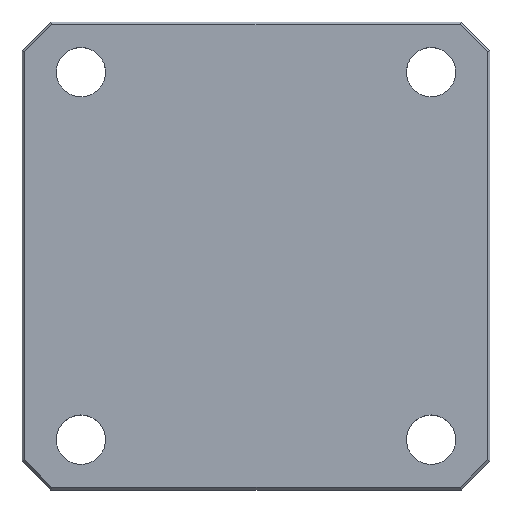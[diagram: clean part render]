
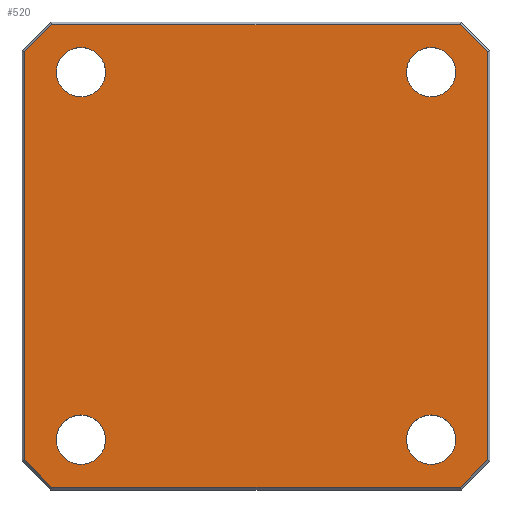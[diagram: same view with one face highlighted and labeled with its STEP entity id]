
A CAD part, top view. The second image highlights one B-rep face of the part: STEP entity #520.
In plain terms, the highlighted planar face has unit normal (0, 0, 1).
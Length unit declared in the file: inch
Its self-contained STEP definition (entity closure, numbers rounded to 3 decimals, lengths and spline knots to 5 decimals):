
#5 = ORIENTED_EDGE ( 'NONE', *, *, #505, .T. ) ;
#11 = FACE_OUTER_BOUND ( 'NONE', #271, .T. ) ;
#29 = DIRECTION ( 'NONE',  ( 0., 0., 1. ) ) ;
#30 = CIRCLE ( 'NONE', #168, 0.08594 ) ;
#33 = EDGE_CURVE ( 'NONE', #55, #303, #655, .T. ) ;
#36 = DIRECTION ( 'NONE',  ( 1., 0., 0. ) ) ;
#39 = ORIENTED_EDGE ( 'NONE', *, *, #33, .F. ) ;
#41 = CARTESIAN_POINT ( 'NONE',  ( 0.805, 0.715, 0.25 ) ) ;
#43 = CARTESIAN_POINT ( 'NONE',  ( 0.61, 0.64, 0.25 ) ) ;
#44 = DIRECTION ( 'NONE',  ( 0., 1., 0. ) ) ;
#53 = DIRECTION ( 'NONE',  ( 0., 0., 1. ) ) ;
#55 = VERTEX_POINT ( 'NONE', #964 ) ;
#60 = CARTESIAN_POINT ( 'NONE',  ( 0.69594, -0.64, 0.25 ) ) ;
#62 = DIRECTION ( 'NONE',  ( 0., 0., 1. ) ) ;
#63 = FACE_BOUND ( 'NONE', #563, .T. ) ;
#64 = EDGE_CURVE ( 'NONE', #770, #332, #942, .T. ) ;
#71 = CARTESIAN_POINT ( 'NONE',  ( -0.805, -0.715, 0.25 ) ) ;
#72 = EDGE_CURVE ( 'NONE', #399, #235, #524, .T. ) ;
#84 = CARTESIAN_POINT ( 'NONE',  ( -0.52406, 0.64, 0.25 ) ) ;
#100 = EDGE_CURVE ( 'NONE', #969, #395, #756, .T. ) ;
#114 = ORIENTED_EDGE ( 'NONE', *, *, #310, .T. ) ;
#115 = EDGE_CURVE ( 'NONE', #453, #443, #166, .T. ) ;
#127 = ORIENTED_EDGE ( 'NONE', *, *, #998, .T. ) ;
#136 = DIRECTION ( 'NONE',  ( 1., 0., 0. ) ) ;
#147 = CIRCLE ( 'NONE', #228, 0.08594 ) ;
#148 = VERTEX_POINT ( 'NONE', #841 ) ;
#154 = EDGE_CURVE ( 'NONE', #148, #762, #214, .T. ) ;
#163 = CARTESIAN_POINT ( 'NONE',  ( -0.69594, 0.64, 0.25 ) ) ;
#166 = LINE ( 'NONE', #978, #734 ) ;
#167 = CARTESIAN_POINT ( 'NONE',  ( -0.715, 0.805, 0.25 ) ) ;
#168 = AXIS2_PLACEMENT_3D ( 'NONE', #674, #512, #845 ) ;
#174 = DIRECTION ( 'NONE',  ( 1., 0., 0. ) ) ;
#175 = EDGE_CURVE ( 'NONE', #395, #969, #30, .T. ) ;
#182 = LINE ( 'NONE', #71, #283 ) ;
#198 = AXIS2_PLACEMENT_3D ( 'NONE', #370, #914, #199 ) ;
#199 = DIRECTION ( 'NONE',  ( 1., 0., 0. ) ) ;
#209 = VERTEX_POINT ( 'NONE', #593 ) ;
#214 = CIRCLE ( 'NONE', #518, 0.08594 ) ;
#228 = AXIS2_PLACEMENT_3D ( 'NONE', #789, #62, #549 ) ;
#229 = CARTESIAN_POINT ( 'NONE',  ( -0.71086, -0.805, 0.25 ) ) ;
#235 = VERTEX_POINT ( 'NONE', #994 ) ;
#251 = DIRECTION ( 'NONE',  ( 1., 0., 0. ) ) ;
#252 = DIRECTION ( 'NONE',  ( 0., 0., 1. ) ) ;
#271 = EDGE_LOOP ( 'NONE', ( #659, #114, #619, #807, #5, #736, #127, #570 ) ) ;
#283 = VECTOR ( 'NONE', #952, 39.37008 ) ;
#303 = VERTEX_POINT ( 'NONE', #60 ) ;
#306 = ORIENTED_EDGE ( 'NONE', *, *, #827, .F. ) ;
#310 = EDGE_CURVE ( 'NONE', #359, #209, #426, .T. ) ;
#323 = CARTESIAN_POINT ( 'NONE',  ( 0., 0., 0.25 ) ) ;
#331 = VERTEX_POINT ( 'NONE', #229 ) ;
#332 = VERTEX_POINT ( 'NONE', #376 ) ;
#339 = DIRECTION ( 'NONE',  ( -1., 0., 0. ) ) ;
#340 = DIRECTION ( 'NONE',  ( 1., 0., 0. ) ) ;
#345 = DIRECTION ( 'NONE',  ( 0., 0., 1. ) ) ;
#359 = VERTEX_POINT ( 'NONE', #1022 ) ;
#367 = CARTESIAN_POINT ( 'NONE',  ( -0.75793, -0.75793, 0.25 ) ) ;
#370 = CARTESIAN_POINT ( 'NONE',  ( -0.61, 0.64, 0.25 ) ) ;
#375 = DIRECTION ( 'NONE',  ( 0.707, -0.707, 0. ) ) ;
#376 = CARTESIAN_POINT ( 'NONE',  ( -0.805, 0.71086, 0.25 ) ) ;
#394 = AXIS2_PLACEMENT_3D ( 'NONE', #323, #252, #174 ) ;
#395 = VERTEX_POINT ( 'NONE', #163 ) ;
#399 = VERTEX_POINT ( 'NONE', #872 ) ;
#417 = CARTESIAN_POINT ( 'NONE',  ( 0.805, 0.71086, 0.25 ) ) ;
#426 = LINE ( 'NONE', #861, #754 ) ;
#442 = DIRECTION ( 'NONE',  ( 1., 0., 0. ) ) ;
#443 = VERTEX_POINT ( 'NONE', #892 ) ;
#449 = AXIS2_PLACEMENT_3D ( 'NONE', #706, #1014, #136 ) ;
#453 = VERTEX_POINT ( 'NONE', #417 ) ;
#458 = ORIENTED_EDGE ( 'NONE', *, *, #175, .F. ) ;
#460 = VECTOR ( 'NONE', #251, 39.37008 ) ;
#472 = FACE_BOUND ( 'NONE', #634, .T. ) ;
#475 = AXIS2_PLACEMENT_3D ( 'NONE', #583, #345, #340 ) ;
#487 = LINE ( 'NONE', #644, #460 ) ;
#493 = ORIENTED_EDGE ( 'NONE', *, *, #904, .F. ) ;
#505 = EDGE_CURVE ( 'NONE', #443, #770, #521, .T. ) ;
#506 = CARTESIAN_POINT ( 'NONE',  ( -0.75793, 0.75793, 0.25 ) ) ;
#512 = DIRECTION ( 'NONE',  ( 0., 0., 1. ) ) ;
#515 = DIRECTION ( 'NONE',  ( -0.707, 0.707, 0. ) ) ;
#518 = AXIS2_PLACEMENT_3D ( 'NONE', #43, #769, #442 ) ;
#520 = ADVANCED_FACE ( 'NONE', ( #11, #707, #63, #472, #540 ), #662, .T. ) ;
#521 = LINE ( 'NONE', #167, #582 ) ;
#524 = CIRCLE ( 'NONE', #728, 0.08594 ) ;
#530 = CARTESIAN_POINT ( 'NONE',  ( 0.52406, 0.64, 0.25 ) ) ;
#540 = FACE_BOUND ( 'NONE', #829, .T. ) ;
#549 = DIRECTION ( 'NONE',  ( 1., 0., 0. ) ) ;
#563 = EDGE_LOOP ( 'NONE', ( #806, #493 ) ) ;
#570 = ORIENTED_EDGE ( 'NONE', *, *, #743, .T. ) ;
#582 = VECTOR ( 'NONE', #339, 39.37008 ) ;
#583 = CARTESIAN_POINT ( 'NONE',  ( 0.61, -0.64, 0.25 ) ) ;
#593 = CARTESIAN_POINT ( 'NONE',  ( 0.805, -0.71086, 0.25 ) ) ;
#599 = CARTESIAN_POINT ( 'NONE',  ( -0.71086, 0.805, 0.25 ) ) ;
#607 = AXIS2_PLACEMENT_3D ( 'NONE', #932, #53, #790 ) ;
#619 = ORIENTED_EDGE ( 'NONE', *, *, #797, .T. ) ;
#621 = VECTOR ( 'NONE', #375, 39.37008 ) ;
#628 = DIRECTION ( 'NONE',  ( 0.707, 0.707, 0. ) ) ;
#634 = EDGE_LOOP ( 'NONE', ( #682, #39 ) ) ;
#644 = CARTESIAN_POINT ( 'NONE',  ( 0.715, -0.805, 0.25 ) ) ;
#655 = CIRCLE ( 'NONE', #475, 0.08594 ) ;
#659 = ORIENTED_EDGE ( 'NONE', *, *, #962, .T. ) ;
#662 = PLANE ( 'NONE',  #394 ) ;
#674 = CARTESIAN_POINT ( 'NONE',  ( -0.61, 0.64, 0.25 ) ) ;
#680 = VERTEX_POINT ( 'NONE', #910 ) ;
#682 = ORIENTED_EDGE ( 'NONE', *, *, #817, .F. ) ;
#691 = CARTESIAN_POINT ( 'NONE',  ( -0.61, -0.64, 0.25 ) ) ;
#706 = CARTESIAN_POINT ( 'NONE',  ( 0.61, -0.64, 0.25 ) ) ;
#707 = FACE_BOUND ( 'NONE', #738, .T. ) ;
#728 = AXIS2_PLACEMENT_3D ( 'NONE', #691, #29, #36 ) ;
#734 = VECTOR ( 'NONE', #515, 39.37008 ) ;
#736 = ORIENTED_EDGE ( 'NONE', *, *, #64, .T. ) ;
#738 = EDGE_LOOP ( 'NONE', ( #785, #458 ) ) ;
#743 = EDGE_CURVE ( 'NONE', #680, #331, #834, .T. ) ;
#752 = DIRECTION ( 'NONE',  ( -0.707, -0.707, 0. ) ) ;
#754 = VECTOR ( 'NONE', #628, 39.37008 ) ;
#756 = CIRCLE ( 'NONE', #198, 0.08594 ) ;
#762 = VERTEX_POINT ( 'NONE', #530 ) ;
#769 = DIRECTION ( 'NONE',  ( 0., 0., 1. ) ) ;
#770 = VERTEX_POINT ( 'NONE', #599 ) ;
#774 = CIRCLE ( 'NONE', #449, 0.08594 ) ;
#785 = ORIENTED_EDGE ( 'NONE', *, *, #100, .F. ) ;
#789 = CARTESIAN_POINT ( 'NONE',  ( -0.61, -0.64, 0.25 ) ) ;
#790 = DIRECTION ( 'NONE',  ( 1., 0., 0. ) ) ;
#797 = EDGE_CURVE ( 'NONE', #209, #453, #1019, .T. ) ;
#806 = ORIENTED_EDGE ( 'NONE', *, *, #154, .F. ) ;
#807 = ORIENTED_EDGE ( 'NONE', *, *, #115, .T. ) ;
#815 = VECTOR ( 'NONE', #752, 39.37008 ) ;
#817 = EDGE_CURVE ( 'NONE', #303, #55, #774, .T. ) ;
#822 = CIRCLE ( 'NONE', #607, 0.08594 ) ;
#827 = EDGE_CURVE ( 'NONE', #235, #399, #147, .T. ) ;
#829 = EDGE_LOOP ( 'NONE', ( #306, #1017 ) ) ;
#834 = LINE ( 'NONE', #367, #621 ) ;
#841 = CARTESIAN_POINT ( 'NONE',  ( 0.69594, 0.64, 0.25 ) ) ;
#845 = DIRECTION ( 'NONE',  ( 1., 0., 0. ) ) ;
#861 = CARTESIAN_POINT ( 'NONE',  ( 0.75793, -0.75793, 0.25 ) ) ;
#872 = CARTESIAN_POINT ( 'NONE',  ( -0.69594, -0.64, 0.25 ) ) ;
#892 = CARTESIAN_POINT ( 'NONE',  ( 0.71086, 0.805, 0.25 ) ) ;
#904 = EDGE_CURVE ( 'NONE', #762, #148, #822, .T. ) ;
#910 = CARTESIAN_POINT ( 'NONE',  ( -0.805, -0.71086, 0.25 ) ) ;
#914 = DIRECTION ( 'NONE',  ( 0., 0., 1. ) ) ;
#932 = CARTESIAN_POINT ( 'NONE',  ( 0.61, 0.64, 0.25 ) ) ;
#942 = LINE ( 'NONE', #506, #815 ) ;
#952 = DIRECTION ( 'NONE',  ( 0., -1., 0. ) ) ;
#962 = EDGE_CURVE ( 'NONE', #331, #359, #487, .T. ) ;
#964 = CARTESIAN_POINT ( 'NONE',  ( 0.52406, -0.64, 0.25 ) ) ;
#969 = VERTEX_POINT ( 'NONE', #84 ) ;
#978 = CARTESIAN_POINT ( 'NONE',  ( 0.75793, 0.75793, 0.25 ) ) ;
#991 = VECTOR ( 'NONE', #44, 39.37008 ) ;
#994 = CARTESIAN_POINT ( 'NONE',  ( -0.52406, -0.64, 0.25 ) ) ;
#998 = EDGE_CURVE ( 'NONE', #332, #680, #182, .T. ) ;
#1014 = DIRECTION ( 'NONE',  ( 0., 0., 1. ) ) ;
#1017 = ORIENTED_EDGE ( 'NONE', *, *, #72, .F. ) ;
#1019 = LINE ( 'NONE', #41, #991 ) ;
#1022 = CARTESIAN_POINT ( 'NONE',  ( 0.71086, -0.805, 0.25 ) ) ;
